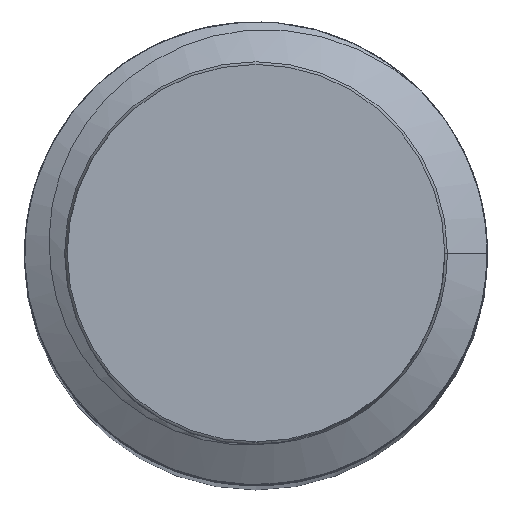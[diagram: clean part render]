
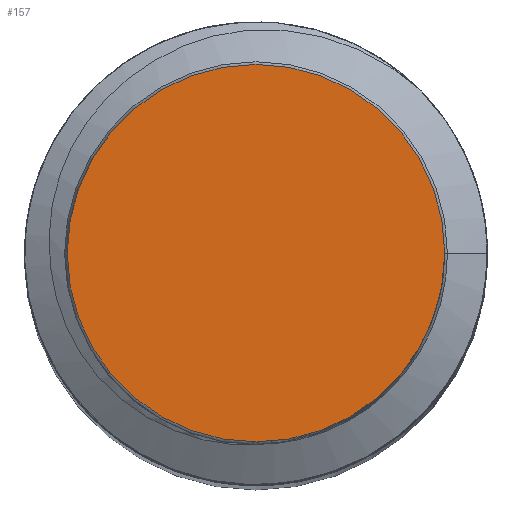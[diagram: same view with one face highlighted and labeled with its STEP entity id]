
A CAD part, top view. The second image highlights one B-rep face of the part: STEP entity #157.
In plain terms, the highlighted planar face has unit normal (0, 0, 1).
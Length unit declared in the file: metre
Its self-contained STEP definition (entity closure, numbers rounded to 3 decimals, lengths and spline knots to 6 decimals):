
#33=PLANE('',#189);
#73=ORIENTED_EDGE('',*,*,#80,.T.);
#80=EDGE_CURVE('',#100,#100,#110,.T.);
#100=VERTEX_POINT('',#256);
#110=CIRCLE('',#179,0.002038);
#129=EDGE_LOOP('',(#73));
#143=FACE_BOUND('',#129,.T.);
#157=ADVANCED_FACE('',(#143),#33,.T.);
#179=AXIS2_PLACEMENT_3D('',#255,#209,#210);
#189=AXIS2_PLACEMENT_3D('',#1733,#230,#231);
#209=DIRECTION('',(0.,0.,1.));
#210=DIRECTION('',(1.,0.,0.));
#230=DIRECTION('',(0.,0.,1.));
#231=DIRECTION('',(1.,0.,0.));
#255=CARTESIAN_POINT('',(0.,0.,0.003));
#256=CARTESIAN_POINT('',(0.002038,0.,0.003));
#1733=CARTESIAN_POINT('',(0.,0.1,0.003));
